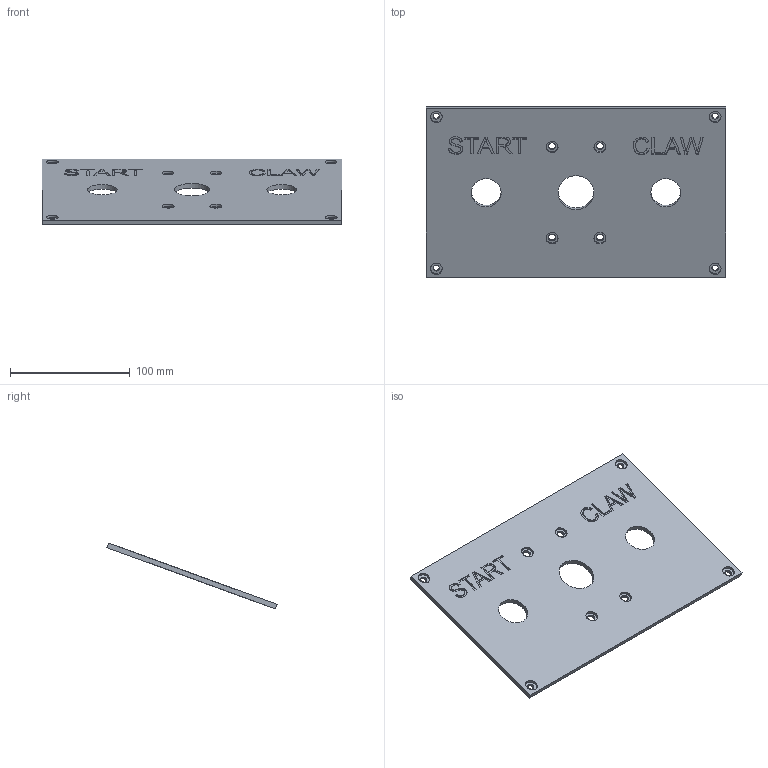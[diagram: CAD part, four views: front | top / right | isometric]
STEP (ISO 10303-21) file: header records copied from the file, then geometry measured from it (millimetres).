
FILE_DESCRIPTION(/* description */ (''),/* implementation_level */ '2;1');
FILE_NAME(/* name */ 'Controller Deck.step',/* time_stamp */ '2023-06-27T16:01:37-05:00',/* author */ (''),/* organization */ (''),/* preprocessor_version */ 'ST-DEVELOPER v19.2',/* originating_system */ 'Autodesk Translation Framework v12.6.0.85',/* authorisation */ '');
FILE_SCHEMA (('AUTOMOTIVE_DESIGN { 1 0 10303 214 3 1 1 }'));
Length unit declared in the file: millimetre
Products named in the file (1): Candy Claw 3D render
Bounding box: 250 x 142.32 x 55.06 mm (x, y, z)
Volume: 140987 mm3; surface area: 76889.6 mm2
Topology: 1 solids, 1 shells, 196 faces, 522 edges, 348 vertices
Faces by surface type: plane 98, bspline 79, cylinder 19
Full cylindrical faces by diameter (mm): 5.3 x4, 6 x4, 10 x8, 25 x2, 30 x1
Entity records: 6860 total; most frequent: CARTESIAN_POINT 2410, ORIENTED_EDGE 1044, DIRECTION 638, EDGE_CURVE 522, VERTEX_POINT 348, LINE 326, VECTOR 326, EDGE_LOOP 238
